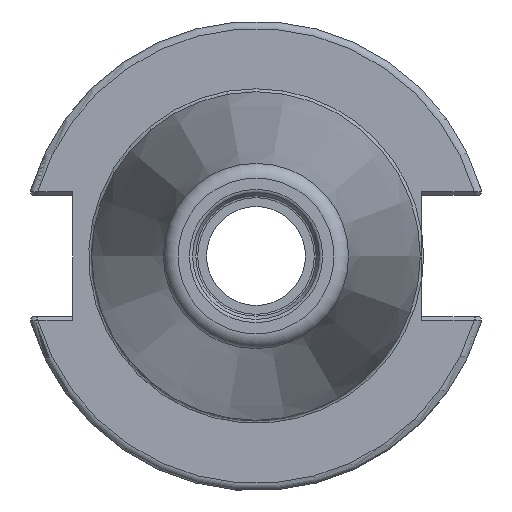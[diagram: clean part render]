
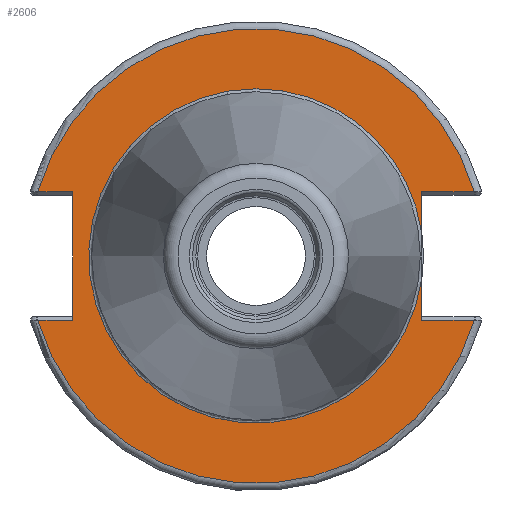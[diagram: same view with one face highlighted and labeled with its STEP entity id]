
A CAD part, left-side view. The second image highlights one B-rep face of the part: STEP entity #2606.
In plain terms, the highlighted planar face has unit normal (-1, 0, 0).
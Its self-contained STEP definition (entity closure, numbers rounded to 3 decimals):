
#154=PLANE('',#2777);
#252=FACE_OUTER_BOUND('',#398,.T.);
#398=EDGE_LOOP('',(#1785,#1786,#1787,#1788,#1789,#1790,#1791,#1792,#1793,
#1794,#1795));
#558=LINE('',#3856,#722);
#565=LINE('',#3978,#729);
#566=LINE('',#3982,#730);
#567=LINE('',#3984,#731);
#568=LINE('',#3986,#732);
#569=LINE('',#3990,#733);
#570=LINE('',#3992,#734);
#722=VECTOR('',#3092,10.);
#729=VECTOR('',#3103,10.);
#730=VECTOR('',#3106,10.);
#731=VECTOR('',#3107,10.);
#732=VECTOR('',#3108,10.);
#733=VECTOR('',#3111,10.);
#734=VECTOR('',#3112,10.);
#888=CIRCLE('',#2778,30.775);
#889=CIRCLE('',#2779,30.775);
#890=CIRCLE('',#2780,22.625);
#891=CIRCLE('',#2781,22.625);
#1059=VERTEX_POINT('',#3853);
#1060=VERTEX_POINT('',#3855);
#1068=VERTEX_POINT('',#3977);
#1069=VERTEX_POINT('',#3979);
#1070=VERTEX_POINT('',#3981);
#1071=VERTEX_POINT('',#3983);
#1072=VERTEX_POINT('',#3985);
#1073=VERTEX_POINT('',#3987);
#1074=VERTEX_POINT('',#3989);
#1075=VERTEX_POINT('',#3991);
#1076=VERTEX_POINT('',#3993);
#1348=EDGE_CURVE('',#1059,#1060,#558,.T.);
#1360=EDGE_CURVE('',#1068,#1060,#565,.T.);
#1361=EDGE_CURVE('',#1069,#1059,#888,.T.);
#1362=EDGE_CURVE('',#1070,#1069,#566,.T.);
#1363=EDGE_CURVE('',#1070,#1071,#567,.T.);
#1364=EDGE_CURVE('',#1072,#1071,#568,.T.);
#1365=EDGE_CURVE('',#1073,#1072,#889,.T.);
#1366=EDGE_CURVE('',#1074,#1073,#569,.T.);
#1367=EDGE_CURVE('',#1074,#1075,#570,.T.);
#1368=EDGE_CURVE('',#1075,#1076,#890,.T.);
#1369=EDGE_CURVE('',#1076,#1068,#891,.T.);
#1785=ORIENTED_EDGE('',*,*,#1360,.T.);
#1786=ORIENTED_EDGE('',*,*,#1348,.F.);
#1787=ORIENTED_EDGE('',*,*,#1361,.F.);
#1788=ORIENTED_EDGE('',*,*,#1362,.F.);
#1789=ORIENTED_EDGE('',*,*,#1363,.T.);
#1790=ORIENTED_EDGE('',*,*,#1364,.F.);
#1791=ORIENTED_EDGE('',*,*,#1365,.F.);
#1792=ORIENTED_EDGE('',*,*,#1366,.F.);
#1793=ORIENTED_EDGE('',*,*,#1367,.T.);
#1794=ORIENTED_EDGE('',*,*,#1368,.T.);
#1795=ORIENTED_EDGE('',*,*,#1369,.T.);
#2606=ADVANCED_FACE('',(#252),#154,.T.);
#2777=AXIS2_PLACEMENT_3D('',#3976,#3101,#3102);
#2778=AXIS2_PLACEMENT_3D('',#3980,#3104,#3105);
#2779=AXIS2_PLACEMENT_3D('',#3988,#3109,#3110);
#2780=AXIS2_PLACEMENT_3D('',#3994,#3113,#3114);
#2781=AXIS2_PLACEMENT_3D('',#3995,#3115,#3116);
#3092=DIRECTION('',(0.,1.,0.));
#3101=DIRECTION('center_axis',(-1.,0.,0.));
#3102=DIRECTION('ref_axis',(0.,0.,1.));
#3103=DIRECTION('',(0.,0.,1.));
#3104=DIRECTION('center_axis',(1.,0.,0.));
#3105=DIRECTION('ref_axis',(0.,0.,-1.));
#3106=DIRECTION('',(0.,1.,0.));
#3107=DIRECTION('',(0.,0.,-1.));
#3108=DIRECTION('',(0.,-1.,0.));
#3109=DIRECTION('center_axis',(1.,0.,0.));
#3110=DIRECTION('ref_axis',(0.,0.,-1.));
#3111=DIRECTION('',(0.,-1.,0.));
#3112=DIRECTION('',(0.,0.,1.));
#3113=DIRECTION('center_axis',(1.,0.,0.));
#3114=DIRECTION('ref_axis',(0.,0.,-1.));
#3115=DIRECTION('center_axis',(1.,0.,0.));
#3116=DIRECTION('ref_axis',(0.,0.,-1.));
#3853=CARTESIAN_POINT('',(1.,-29.523,8.69));
#3855=CARTESIAN_POINT('',(1.,-22.41,8.69));
#3856=CARTESIAN_POINT('',(1.,4.182,8.69));
#3976=CARTESIAN_POINT('Origin',(1.,30.775,0.));
#3977=CARTESIAN_POINT('',(1.,-22.41,3.112));
#3978=CARTESIAN_POINT('',(1.,-22.41,-4.095));
#3979=CARTESIAN_POINT('',(1.,29.523,8.69));
#3980=CARTESIAN_POINT('Origin',(1.,0.,
0.));
#3981=CARTESIAN_POINT('',(1.,24.8,8.69));
#3982=CARTESIAN_POINT('',(1.,38.399,8.69));
#3983=CARTESIAN_POINT('',(1.,24.8,-8.69));
#3984=CARTESIAN_POINT('',(1.,24.8,4.095));
#3985=CARTESIAN_POINT('',(1.,29.523,-8.69));
#3986=CARTESIAN_POINT('',(1.,27.788,-8.69));
#3987=CARTESIAN_POINT('',(1.,-29.523,-8.69));
#3988=CARTESIAN_POINT('Origin',(1.,0.,
0.));
#3989=CARTESIAN_POINT('',(1.,-22.41,-8.69));
#3990=CARTESIAN_POINT('',(1.,-6.591,-8.69));
#3991=CARTESIAN_POINT('',(1.,-22.41,-3.112));
#3992=CARTESIAN_POINT('',(1.,-22.41,-4.095));
#3993=CARTESIAN_POINT('',(1.,0.,22.625));
#3994=CARTESIAN_POINT('Origin',(1.,0.,
0.));
#3995=CARTESIAN_POINT('Origin',(1.,0.,
0.));
